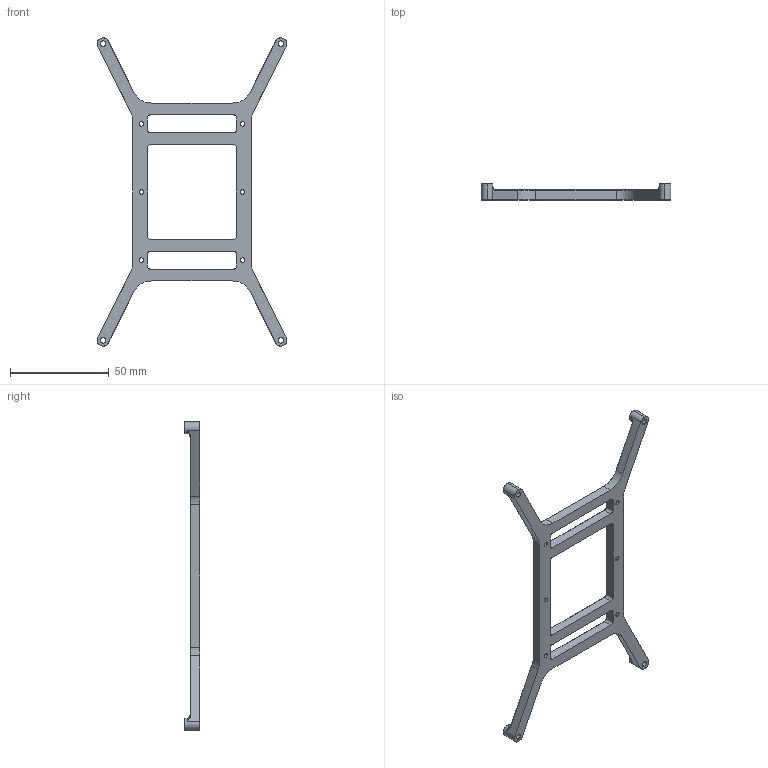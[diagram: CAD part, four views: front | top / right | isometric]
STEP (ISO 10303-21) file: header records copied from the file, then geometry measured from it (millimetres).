
FILE_DESCRIPTION (( 'STEP AP214' ), '1' );
FILE_NAME ('匐蛈赶盓殤軝离.STEP', '2021-06-28T06:59:43', ( '' ), ( '' ), 'SwSTEP 2.0', 'SolidWorks 2020', '' );
FILE_SCHEMA (( 'AUTOMOTIVE_DESIGN' ));
Length unit declared in the file: millimetre
Products named in the file (1): 匐蛈赶盓殤軝离
Bounding box: 96 x 8 x 156 mm (x, y, z)
Volume: 16682.8 mm3; surface area: 12101.8 mm2
Topology: 1 solids, 1 shells, 190 faces, 464 edges, 274 vertices
Faces by surface type: plane 64, cylinder 60, cone 52, bspline 8, torus 6
Entity records: 6908 total; most frequent: CARTESIAN_POINT 2347, DIRECTION 986, ORIENTED_EDGE 912, EDGE_CURVE 456, AXIS2_PLACEMENT_3D 371, VERTEX_POINT 274, LINE 244, VECTOR 244
